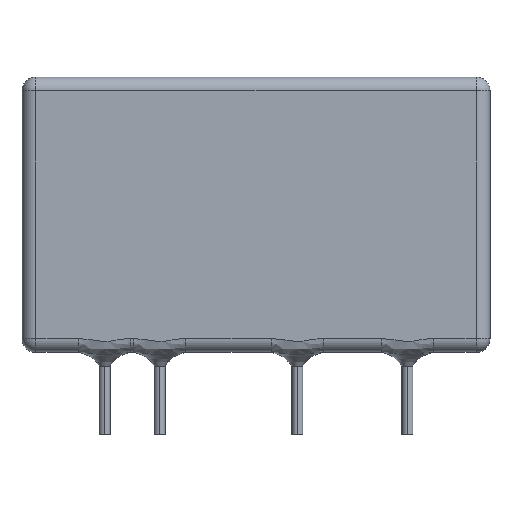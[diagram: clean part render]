
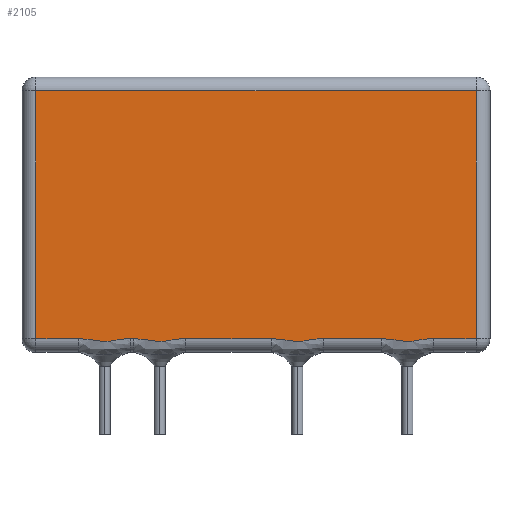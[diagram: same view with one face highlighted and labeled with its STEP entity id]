
A CAD part, top view. The second image highlights one B-rep face of the part: STEP entity #2105.
In plain terms, the highlighted planar face has unit normal (0, 0, 1).
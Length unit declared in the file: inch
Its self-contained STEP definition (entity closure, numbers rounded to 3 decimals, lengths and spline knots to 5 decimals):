
#62 = EDGE_CURVE ( 'NONE', #2121, #1469, #651, .T. ) ;
#66 = CARTESIAN_POINT ( 'NONE',  ( -0.8, 0.3, 0.1 ) ) ;
#67 = CARTESIAN_POINT ( 'NONE',  ( -0.33403, 0.33896, 0.1 ) ) ;
#84 = ORIENTED_EDGE ( 'NONE', *, *, #2513, .T. ) ;
#101 = CARTESIAN_POINT ( 'NONE',  ( 0.22829, 0.35, 0.1 ) ) ;
#123 = CARTESIAN_POINT ( 'NONE',  ( 0.24415, 0.35, 0.1 ) ) ;
#176 = VERTEX_POINT ( 'NONE', #239 ) ;
#218 = DIRECTION ( 'NONE',  ( 1., 0., 0. ) ) ;
#239 = CARTESIAN_POINT ( 'NONE',  ( 0.8, 0.35, 0.1 ) ) ;
#274 = CARTESIAN_POINT ( 'NONE',  ( 0.11904, 0.34223, 0.1 ) ) ;
#318 = DIRECTION ( 'NONE',  ( 1., 0., 0. ) ) ;
#338 = FACE_OUTER_BOUND ( 'NONE', #1548, .T. ) ;
#349 = CARTESIAN_POINT ( 'NONE',  ( 0.8, 1.3, 0.1 ) ) ;
#380 = LINE ( 'NONE', #1667, #3068 ) ;
#406 = DIRECTION ( 'NONE',  ( -1., 0., 0. ) ) ;
#423 = LINE ( 'NONE', #2271, #3228 ) ;
#454 = EDGE_CURVE ( 'NONE', #1469, #3085, #2990, .T. ) ;
#461 = VERTEX_POINT ( 'NONE', #2604 ) ;
#497 = CARTESIAN_POINT ( 'NONE',  ( -0.62812, 0.35, 0.1 ) ) ;
#503 = CARTESIAN_POINT ( 'NONE',  ( 0.47188, 0.35, 0.1 ) ) ;
#514 = ORIENTED_EDGE ( 'NONE', *, *, #2029, .T. ) ;
#536 = CARTESIAN_POINT ( 'NONE',  ( 0.18152, 0.34234, 0.1 ) ) ;
#569 = VECTOR ( 'NONE', #2721, 39.37008 ) ;
#588 = CARTESIAN_POINT ( 'NONE',  ( -0.41234, 0.34787, 0.1 ) ) ;
#640 = CARTESIAN_POINT ( 'NONE',  ( -0.8, 1.25, 0.1 ) ) ;
#651 = LINE ( 'NONE', #1590, #2144 ) ;
#677 = VECTOR ( 'NONE', #218, 39.37008 ) ;
#704 = CARTESIAN_POINT ( 'NONE',  ( 0.11307, 0.35, 0.1 ) ) ;
#707 = B_SPLINE_CURVE_WITH_KNOTS ( 'NONE', 3,
 ( #1741, #503, #2263, #2273, #802, #2839, #1527, #1567, #1539, #1295 ),
 .UNSPECIFIED., .F., .F.,
 ( 4, 2, 2, 2, 4 ),
 ( 0., 0.00121, 0.00243, 0.00364, 0.00485 ),
 .UNSPECIFIED. ) ;
#708 = CARTESIAN_POINT ( 'NONE',  ( 0.51307, 0.35, 0.1 ) ) ;
#720 = CARTESIAN_POINT ( 'NONE',  ( -0.53403, 0.33896, 0.1 ) ) ;
#736 = CARTESIAN_POINT ( 'NONE',  ( -0.56527, 0.33887, 0.1 ) ) ;
#802 = CARTESIAN_POINT ( 'NONE',  ( 0.53473, 0.33887, 0.1 ) ) ;
#807 = EDGE_CURVE ( 'NONE', #461, #2843, #423, .T. ) ;
#814 = CARTESIAN_POINT ( 'NONE',  ( 0.13473, 0.33887, 0.1 ) ) ;
#898 = ORIENTED_EDGE ( 'NONE', *, *, #62, .T. ) ;
#928 = EDGE_CURVE ( 'NONE', #176, #2621, #3072, .T. ) ;
#934 = ORIENTED_EDGE ( 'NONE', *, *, #807, .T. ) ;
#948 = CARTESIAN_POINT ( 'NONE',  ( 0.24415, 0.35, 0.1 ) ) ;
#985 = LINE ( 'NONE', #704, #677 ) ;
#999 = CARTESIAN_POINT ( 'NONE',  ( -0.61234, 0.34787, 0.1 ) ) ;
#1023 = CARTESIAN_POINT ( 'NONE',  ( -0.45585, 0.35, 0.1 ) ) ;
#1065 = CARTESIAN_POINT ( 'NONE',  ( 0.16597, 0.33896, 0.1 ) ) ;
#1066 = CARTESIAN_POINT ( 'NONE',  ( -0.36527, 0.33887, 0.1 ) ) ;
#1112 = CARTESIAN_POINT ( 'NONE',  ( 0.64415, 0.35, 0.1 ) ) ;
#1137 = VERTEX_POINT ( 'NONE', #1358 ) ;
#1186 = CARTESIAN_POINT ( 'NONE',  ( -0.64415, 0.35, 0.1 ) ) ;
#1277 = VECTOR ( 'NONE', #1883, 39.37008 ) ;
#1295 = CARTESIAN_POINT ( 'NONE',  ( 0.64415, 0.35, 0.1 ) ) ;
#1310 = CARTESIAN_POINT ( 'NONE',  ( 0.05585, 0.35, 0.1 ) ) ;
#1319 = CARTESIAN_POINT ( 'NONE',  ( -0.45585, 0.35, 0.1 ) ) ;
#1358 = CARTESIAN_POINT ( 'NONE',  ( 0.05585, 0.35, 0.1 ) ) ;
#1379 = ORIENTED_EDGE ( 'NONE', *, *, #1526, .T. ) ;
#1385 = ORIENTED_EDGE ( 'NONE', *, *, #928, .T. ) ;
#1426 = CARTESIAN_POINT ( 'NONE',  ( 0.45585, 0.35, 0.1 ) ) ;
#1440 = VERTEX_POINT ( 'NONE', #1112 ) ;
#1469 = VERTEX_POINT ( 'NONE', #1592 ) ;
#1485 = CARTESIAN_POINT ( 'NONE',  ( -0.64415, 0.35, 0.1 ) ) ;
#1514 = CARTESIAN_POINT ( 'NONE',  ( -0.58096, 0.34223, 0.1 ) ) ;
#1522 = CARTESIAN_POINT ( 'NONE',  ( -0.25585, 0.35, 0.1 ) ) ;
#1526 = EDGE_CURVE ( 'NONE', #2621, #1810, #380, .T. ) ;
#1527 = CARTESIAN_POINT ( 'NONE',  ( 0.58152, 0.34234, 0.1 ) ) ;
#1539 = CARTESIAN_POINT ( 'NONE',  ( 0.62829, 0.35, 0.1 ) ) ;
#1548 = EDGE_LOOP ( 'NONE', ( #2202, #1385, #1379, #1903, #934, #84, #898, #2704, #1772, #2946, #1639, #514 ) ) ;
#1567 = CARTESIAN_POINT ( 'NONE',  ( 0.61265, 0.34792, 0.1 ) ) ;
#1579 = CARTESIAN_POINT ( 'NONE',  ( 0.07188, 0.35, 0.1 ) ) ;
#1581 = CARTESIAN_POINT ( 'NONE',  ( -0.44415, 0.35, 0.1 ) ) ;
#1590 = CARTESIAN_POINT ( 'NONE',  ( -0.38693, 0.35, 0.1 ) ) ;
#1592 = CARTESIAN_POINT ( 'NONE',  ( -0.44415, 0.35, 0.1 ) ) ;
#1639 = ORIENTED_EDGE ( 'NONE', *, *, #2924, .T. ) ;
#1667 = CARTESIAN_POINT ( 'NONE',  ( -0.85, 1.25, 0.1 ) ) ;
#1741 = CARTESIAN_POINT ( 'NONE',  ( 0.45585, 0.35, 0.1 ) ) ;
#1772 = ORIENTED_EDGE ( 'NONE', *, *, #1981, .T. ) ;
#1773 = CARTESIAN_POINT ( 'NONE',  ( -0.48735, 0.34792, 0.1 ) ) ;
#1807 = VERTEX_POINT ( 'NONE', #948 ) ;
#1810 = VERTEX_POINT ( 'NONE', #640 ) ;
#1814 = DIRECTION ( 'NONE',  ( 0., 0., 1. ) ) ;
#1825 = CARTESIAN_POINT ( 'NONE',  ( 0.08766, 0.34787, 0.1 ) ) ;
#1883 = DIRECTION ( 'NONE',  ( 0., -1., 0. ) ) ;
#1903 = ORIENTED_EDGE ( 'NONE', *, *, #2190, .T. ) ;
#1927 = EDGE_CURVE ( 'NONE', #1440, #176, #2021, .T. ) ;
#1964 = VERTEX_POINT ( 'NONE', #1426 ) ;
#1981 = EDGE_CURVE ( 'NONE', #3085, #1137, #985, .T. ) ;
#2012 = CARTESIAN_POINT ( 'NONE',  ( -0.47171, 0.35, 0.1 ) ) ;
#2021 = LINE ( 'NONE', #3198, #2216 ) ;
#2029 = EDGE_CURVE ( 'NONE', #1964, #1440, #707, .T. ) ;
#2072 = CARTESIAN_POINT ( 'NONE',  ( -0.25585, 0.35, 0.1 ) ) ;
#2085 = CARTESIAN_POINT ( 'NONE',  ( -0.31848, 0.34234, 0.1 ) ) ;
#2105 = ADVANCED_FACE ( 'NONE', ( #338 ), #2852, .T. ) ;
#2121 = VERTEX_POINT ( 'NONE', #1319 ) ;
#2132 = DIRECTION ( 'NONE',  ( 1., 0., 0. ) ) ;
#2144 = VECTOR ( 'NONE', #2612, 39.37008 ) ;
#2171 = EDGE_CURVE ( 'NONE', #1137, #1807, #2266, .T. ) ;
#2190 = EDGE_CURVE ( 'NONE', #1810, #461, #3223, .T. ) ;
#2202 = ORIENTED_EDGE ( 'NONE', *, *, #1927, .T. ) ;
#2216 = VECTOR ( 'NONE', #2132, 39.37008 ) ;
#2242 = CARTESIAN_POINT ( 'NONE',  ( -0.51848, 0.34234, 0.1 ) ) ;
#2263 = CARTESIAN_POINT ( 'NONE',  ( 0.48766, 0.34787, 0.1 ) ) ;
#2266 = B_SPLINE_CURVE_WITH_KNOTS ( 'NONE', 3,
 ( #1310, #1579, #1825, #274, #814, #1065, #536, #2874, #101, #123 ),
 .UNSPECIFIED., .F., .F.,
 ( 4, 2, 2, 2, 4 ),
 ( 0., 0.00121, 0.00243, 0.00364, 0.00485 ),
 .UNSPECIFIED. ) ;
#2271 = CARTESIAN_POINT ( 'NONE',  ( -0.58693, 0.35, 0.1 ) ) ;
#2273 = CARTESIAN_POINT ( 'NONE',  ( 0.51904, 0.34223, 0.1 ) ) ;
#2302 = DIRECTION ( 'NONE',  ( 1., 0., 0. ) ) ;
#2303 = AXIS2_PLACEMENT_3D ( 'NONE', #2337, #1814, #2302 ) ;
#2337 = CARTESIAN_POINT ( 'NONE',  ( 0., 0., 0.1 ) ) ;
#2360 = CARTESIAN_POINT ( 'NONE',  ( -0.38096, 0.34223, 0.1 ) ) ;
#2367 = DIRECTION ( 'NONE',  ( 0., 1., 0. ) ) ;
#2392 = VECTOR ( 'NONE', #2367, 39.37008 ) ;
#2464 = B_SPLINE_CURVE_WITH_KNOTS ( 'NONE', 3,
 ( #1186, #497, #999, #1514, #736, #720, #2242, #1773, #2012, #1023 ),
 .UNSPECIFIED., .F., .F.,
 ( 4, 2, 2, 2, 4 ),
 ( 0., 0.00121, 0.00243, 0.00364, 0.00485 ),
 .UNSPECIFIED. ) ;
#2513 = EDGE_CURVE ( 'NONE', #2843, #2121, #2464, .T. ) ;
#2592 = CARTESIAN_POINT ( 'NONE',  ( -0.42812, 0.35, 0.1 ) ) ;
#2597 = CARTESIAN_POINT ( 'NONE',  ( 0.8, 1.25, 0.1 ) ) ;
#2601 = LINE ( 'NONE', #708, #569 ) ;
#2604 = CARTESIAN_POINT ( 'NONE',  ( -0.8, 0.35, 0.1 ) ) ;
#2612 = DIRECTION ( 'NONE',  ( 1., 0., 0. ) ) ;
#2621 = VERTEX_POINT ( 'NONE', #2597 ) ;
#2704 = ORIENTED_EDGE ( 'NONE', *, *, #454, .T. ) ;
#2721 = DIRECTION ( 'NONE',  ( 1., 0., 0. ) ) ;
#2826 = CARTESIAN_POINT ( 'NONE',  ( -0.28735, 0.34792, 0.1 ) ) ;
#2839 = CARTESIAN_POINT ( 'NONE',  ( 0.56597, 0.33896, 0.1 ) ) ;
#2843 = VERTEX_POINT ( 'NONE', #1485 ) ;
#2852 = PLANE ( 'NONE',  #2303 ) ;
#2874 = CARTESIAN_POINT ( 'NONE',  ( 0.21265, 0.34792, 0.1 ) ) ;
#2924 = EDGE_CURVE ( 'NONE', #1807, #1964, #2601, .T. ) ;
#2946 = ORIENTED_EDGE ( 'NONE', *, *, #2171, .T. ) ;
#2990 = B_SPLINE_CURVE_WITH_KNOTS ( 'NONE', 3,
 ( #1581, #2592, #588, #2360, #1066, #67, #2085, #2826, #3117, #2072 ),
 .UNSPECIFIED., .F., .F.,
 ( 4, 2, 2, 2, 4 ),
 ( 0., 0.00121, 0.00243, 0.00364, 0.00485 ),
 .UNSPECIFIED. ) ;
#3068 = VECTOR ( 'NONE', #406, 39.37008 ) ;
#3072 = LINE ( 'NONE', #349, #2392 ) ;
#3085 = VERTEX_POINT ( 'NONE', #1522 ) ;
#3117 = CARTESIAN_POINT ( 'NONE',  ( -0.27171, 0.35, 0.1 ) ) ;
#3198 = CARTESIAN_POINT ( 'NONE',  ( 0.85, 0.35, 0.1 ) ) ;
#3223 = LINE ( 'NONE', #66, #1277 ) ;
#3228 = VECTOR ( 'NONE', #318, 39.37008 ) ;
